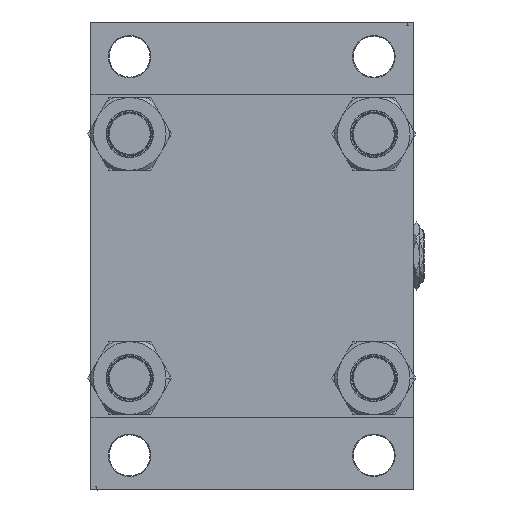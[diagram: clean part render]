
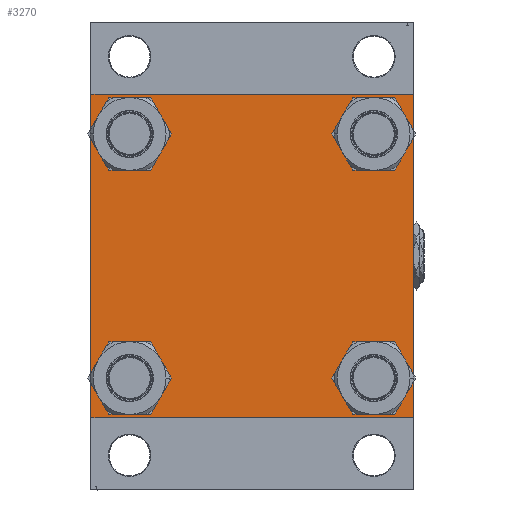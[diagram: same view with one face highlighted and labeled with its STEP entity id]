
A CAD part, left-side view. The second image highlights one B-rep face of the part: STEP entity #3270.
In plain terms, the highlighted planar face has unit normal (-1, 0, 0).
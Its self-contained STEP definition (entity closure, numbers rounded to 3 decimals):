
#386 = EDGE_CURVE ( 'NONE', #38745, #17682, #44994, .T. ) ;
#881 = VECTOR ( 'NONE', #44302, 1000. ) ;
#1326 = DIRECTION ( 'NONE',  ( 1., 0., 0. ) ) ;
#1330 = VERTEX_POINT ( 'NONE', #9593 ) ;
#1617 = AXIS2_PLACEMENT_3D ( 'NONE', #18236, #37408, #10593 ) ;
#1956 = CARTESIAN_POINT ( 'NONE',  ( 0., 102., -102.5 ) ) ;
#2167 = VECTOR ( 'NONE', #47363, 1000. ) ;
#2235 = DIRECTION ( 'NONE',  ( 0., 0., 1. ) ) ;
#2438 = EDGE_CURVE ( 'NONE', #39909, #47415, #31491, .T. ) ;
#3034 = AXIS2_PLACEMENT_3D ( 'NONE', #6624, #45939, #50003 ) ;
#3082 = DIRECTION ( 'NONE',  ( 1., 0., 0. ) ) ;
#3098 = CARTESIAN_POINT ( 'NONE',  ( 0., -77.45, 63.45 ) ) ;
#3243 = CIRCLE ( 'NONE', #1617, 14. ) ;
#3270 = ADVANCED_FACE ( 'NONE', ( #22376, #33361, #20939, #25705, #37943 ), #37694, .T. ) ;
#3502 = EDGE_CURVE ( 'NONE', #42387, #39109, #32558, .T. ) ;
#3800 = AXIS2_PLACEMENT_3D ( 'NONE', #37191, #29542, #2235 ) ;
#4042 = DIRECTION ( 'NONE',  ( 0., 0., 1. ) ) ;
#4330 = VECTOR ( 'NONE', #14607, 1000. ) ;
#4413 = DIRECTION ( 'NONE',  ( 0., 0., 1. ) ) ;
#4530 = LINE ( 'NONE', #43079, #11468 ) ;
#4679 = CARTESIAN_POINT ( 'NONE',  ( 0., -77.45, -77.45 ) ) ;
#5243 = CARTESIAN_POINT ( 'NONE',  ( 0., -102.25, -102.25 ) ) ;
#5778 = AXIS2_PLACEMENT_3D ( 'NONE', #27140, #35544, #4413 ) ;
#6427 = DIRECTION ( 'NONE',  ( 0., 0.707, -0.707 ) ) ;
#6624 = CARTESIAN_POINT ( 'NONE',  ( 0., -77.45, 77.45 ) ) ;
#6776 = CARTESIAN_POINT ( 'NONE',  ( 0., 77.45, 63.45 ) ) ;
#7039 = EDGE_CURVE ( 'NONE', #7655, #12220, #8784, .T. ) ;
#7475 = ORIENTED_EDGE ( 'NONE', *, *, #18081, .F. ) ;
#7655 = VERTEX_POINT ( 'NONE', #3098 ) ;
#7971 = AXIS2_PLACEMENT_3D ( 'NONE', #4679, #43228, #19482 ) ;
#8070 = ORIENTED_EDGE ( 'NONE', *, *, #40250, .T. ) ;
#8194 = CARTESIAN_POINT ( 'NONE',  ( 0., 102.5, 102.5 ) ) ;
#8784 = CIRCLE ( 'NONE', #37311, 14. ) ;
#8983 = EDGE_LOOP ( 'NONE', ( #45663, #37076, #8070, #32997, #23281, #19481, #7475, #22796 ) ) ;
#9375 = EDGE_CURVE ( 'NONE', #18319, #45099, #29995, .T. ) ;
#9476 = AXIS2_PLACEMENT_3D ( 'NONE', #10432, #41578, #4042 ) ;
#9580 = AXIS2_PLACEMENT_3D ( 'NONE', #28132, #1326, #39853 ) ;
#9593 = CARTESIAN_POINT ( 'NONE',  ( 0., -102.5, 102. ) ) ;
#9620 = CIRCLE ( 'NONE', #28367, 14. ) ;
#9813 = CARTESIAN_POINT ( 'NONE',  ( 0., -77.45, 91.45 ) ) ;
#10014 = CARTESIAN_POINT ( 'NONE',  ( 0., 102.25, 102.25 ) ) ;
#10196 = EDGE_CURVE ( 'NONE', #24825, #24123, #40963, .T. ) ;
#10230 = VERTEX_POINT ( 'NONE', #25407 ) ;
#10417 = VECTOR ( 'NONE', #29742, 1000. ) ;
#10432 = CARTESIAN_POINT ( 'NONE',  ( 0., 77.45, 77.45 ) ) ;
#10571 = CARTESIAN_POINT ( 'NONE',  ( 0., 77.45, -77.45 ) ) ;
#10593 = DIRECTION ( 'NONE',  ( 0., 0., 1. ) ) ;
#10885 = EDGE_CURVE ( 'NONE', #1330, #39109, #20924, .T. ) ;
#11468 = VECTOR ( 'NONE', #12941, 1000. ) ;
#12220 = VERTEX_POINT ( 'NONE', #9813 ) ;
#12563 = ORIENTED_EDGE ( 'NONE', *, *, #29641, .T. ) ;
#12667 = CARTESIAN_POINT ( 'NONE',  ( 0., -102.5, -102. ) ) ;
#12779 = DIRECTION ( 'NONE',  ( 0., -1., 0. ) ) ;
#12941 = DIRECTION ( 'NONE',  ( 0., 0., -1. ) ) ;
#14607 = DIRECTION ( 'NONE',  ( 0., -1., 0. ) ) ;
#14646 = DIRECTION ( 'NONE',  ( 1., 0., 0. ) ) ;
#15492 = EDGE_CURVE ( 'NONE', #1330, #10230, #28225, .T. ) ;
#16492 = CARTESIAN_POINT ( 'NONE',  ( 0., 77.45, 91.45 ) ) ;
#17682 = VERTEX_POINT ( 'NONE', #30308 ) ;
#18081 = EDGE_CURVE ( 'NONE', #38745, #10230, #39840, .T. ) ;
#18236 = CARTESIAN_POINT ( 'NONE',  ( 0., 77.45, 77.45 ) ) ;
#18317 = ORIENTED_EDGE ( 'NONE', *, *, #2438, .T. ) ;
#18319 = VERTEX_POINT ( 'NONE', #26282 ) ;
#19481 = ORIENTED_EDGE ( 'NONE', *, *, #15492, .T. ) ;
#19482 = DIRECTION ( 'NONE',  ( 0., 0., 1. ) ) ;
#19950 = EDGE_CURVE ( 'NONE', #12220, #7655, #25042, .T. ) ;
#20924 = LINE ( 'NONE', #48482, #28411 ) ;
#20939 = FACE_BOUND ( 'NONE', #30444, .T. ) ;
#21103 = EDGE_CURVE ( 'NONE', #45099, #18319, #46275, .T. ) ;
#21419 = DIRECTION ( 'NONE',  ( 0., 0., -1. ) ) ;
#22024 = VERTEX_POINT ( 'NONE', #43872 ) ;
#22376 = FACE_BOUND ( 'NONE', #40914, .T. ) ;
#22796 = ORIENTED_EDGE ( 'NONE', *, *, #386, .T. ) ;
#23281 = ORIENTED_EDGE ( 'NONE', *, *, #10885, .F. ) ;
#24065 = VECTOR ( 'NONE', #6427, 1000. ) ;
#24123 = VERTEX_POINT ( 'NONE', #1956 ) ;
#24469 = CARTESIAN_POINT ( 'NONE',  ( 0., 77.45, -91.45 ) ) ;
#24825 = VERTEX_POINT ( 'NONE', #28496 ) ;
#24958 = EDGE_CURVE ( 'NONE', #22024, #30220, #9620, .T. ) ;
#25042 = CIRCLE ( 'NONE', #3034, 14. ) ;
#25407 = CARTESIAN_POINT ( 'NONE',  ( 0., -102., 102.5 ) ) ;
#25705 = FACE_BOUND ( 'NONE', #31495, .T. ) ;
#26282 = CARTESIAN_POINT ( 'NONE',  ( 0., -77.45, -63.45 ) ) ;
#27140 = CARTESIAN_POINT ( 'NONE',  ( 0., 77.45, -77.45 ) ) ;
#28132 = CARTESIAN_POINT ( 'NONE',  ( 0., -77.45, -77.45 ) ) ;
#28225 = LINE ( 'NONE', #29221, #881 ) ;
#28367 = AXIS2_PLACEMENT_3D ( 'NONE', #10571, #14646, #33546 ) ;
#28411 = VECTOR ( 'NONE', #21419, 1000. ) ;
#28496 = CARTESIAN_POINT ( 'NONE',  ( 0., 102.5, -102. ) ) ;
#29221 = CARTESIAN_POINT ( 'NONE',  ( 0., -102.25, 102.25 ) ) ;
#29243 = CARTESIAN_POINT ( 'NONE',  ( 0., 102.25, -102.25 ) ) ;
#29542 = DIRECTION ( 'NONE',  ( -1., 0., 0. ) ) ;
#29641 = EDGE_CURVE ( 'NONE', #47415, #39909, #3243, .T. ) ;
#29742 = DIRECTION ( 'NONE',  ( 0., -0.707, -0.707 ) ) ;
#29995 = CIRCLE ( 'NONE', #7971, 14. ) ;
#30220 = VERTEX_POINT ( 'NONE', #24469 ) ;
#30308 = CARTESIAN_POINT ( 'NONE',  ( 0., 102.5, 102. ) ) ;
#30444 = EDGE_LOOP ( 'NONE', ( #41853, #49870 ) ) ;
#31156 = CARTESIAN_POINT ( 'NONE',  ( 0., -77.45, 77.45 ) ) ;
#31491 = CIRCLE ( 'NONE', #9476, 14. ) ;
#31495 = EDGE_LOOP ( 'NONE', ( #18317, #12563 ) ) ;
#31590 = EDGE_CURVE ( 'NONE', #17682, #24825, #4530, .T. ) ;
#32558 = LINE ( 'NONE', #5243, #2167 ) ;
#32997 = ORIENTED_EDGE ( 'NONE', *, *, #3502, .T. ) ;
#33361 = FACE_BOUND ( 'NONE', #45964, .T. ) ;
#33546 = DIRECTION ( 'NONE',  ( 0., 0., 1. ) ) ;
#35066 = EDGE_CURVE ( 'NONE', #30220, #22024, #49783, .T. ) ;
#35544 = DIRECTION ( 'NONE',  ( 1., 0., 0. ) ) ;
#37076 = ORIENTED_EDGE ( 'NONE', *, *, #10196, .T. ) ;
#37191 = CARTESIAN_POINT ( 'NONE',  ( 0., 0., 0. ) ) ;
#37215 = ORIENTED_EDGE ( 'NONE', *, *, #7039, .T. ) ;
#37311 = AXIS2_PLACEMENT_3D ( 'NONE', #31156, #3082, #46466 ) ;
#37408 = DIRECTION ( 'NONE',  ( 1., 0., 0. ) ) ;
#37469 = ORIENTED_EDGE ( 'NONE', *, *, #21103, .T. ) ;
#37694 = PLANE ( 'NONE',  #3800 ) ;
#37943 = FACE_OUTER_BOUND ( 'NONE', #8983, .T. ) ;
#38443 = VECTOR ( 'NONE', #12779, 1000. ) ;
#38745 = VERTEX_POINT ( 'NONE', #43643 ) ;
#39109 = VERTEX_POINT ( 'NONE', #12667 ) ;
#39840 = LINE ( 'NONE', #8194, #38443 ) ;
#39853 = DIRECTION ( 'NONE',  ( 0., 0., 1. ) ) ;
#39909 = VERTEX_POINT ( 'NONE', #16492 ) ;
#40250 = EDGE_CURVE ( 'NONE', #24123, #42387, #49328, .T. ) ;
#40914 = EDGE_LOOP ( 'NONE', ( #46509, #37215 ) ) ;
#40963 = LINE ( 'NONE', #29243, #10417 ) ;
#41578 = DIRECTION ( 'NONE',  ( 1., 0., 0. ) ) ;
#41677 = CARTESIAN_POINT ( 'NONE',  ( 0., 102.5, -102.5 ) ) ;
#41853 = ORIENTED_EDGE ( 'NONE', *, *, #24958, .T. ) ;
#42387 = VERTEX_POINT ( 'NONE', #49518 ) ;
#42640 = CARTESIAN_POINT ( 'NONE',  ( 0., -77.45, -91.45 ) ) ;
#43079 = CARTESIAN_POINT ( 'NONE',  ( 0., 102.5, 102.5 ) ) ;
#43228 = DIRECTION ( 'NONE',  ( 1., 0., 0. ) ) ;
#43337 = ORIENTED_EDGE ( 'NONE', *, *, #9375, .T. ) ;
#43643 = CARTESIAN_POINT ( 'NONE',  ( 0., 102., 102.5 ) ) ;
#43872 = CARTESIAN_POINT ( 'NONE',  ( 0., 77.45, -63.45 ) ) ;
#44302 = DIRECTION ( 'NONE',  ( 0., 0.707, 0.707 ) ) ;
#44994 = LINE ( 'NONE', #10014, #24065 ) ;
#45099 = VERTEX_POINT ( 'NONE', #42640 ) ;
#45663 = ORIENTED_EDGE ( 'NONE', *, *, #31590, .T. ) ;
#45939 = DIRECTION ( 'NONE',  ( 1., 0., 0. ) ) ;
#45964 = EDGE_LOOP ( 'NONE', ( #43337, #37469 ) ) ;
#46275 = CIRCLE ( 'NONE', #9580, 14. ) ;
#46466 = DIRECTION ( 'NONE',  ( 0., 0., 1. ) ) ;
#46509 = ORIENTED_EDGE ( 'NONE', *, *, #19950, .T. ) ;
#47363 = DIRECTION ( 'NONE',  ( 0., -0.707, 0.707 ) ) ;
#47415 = VERTEX_POINT ( 'NONE', #6776 ) ;
#48482 = CARTESIAN_POINT ( 'NONE',  ( 0., -102.5, 102.5 ) ) ;
#49328 = LINE ( 'NONE', #41677, #4330 ) ;
#49518 = CARTESIAN_POINT ( 'NONE',  ( 0., -102., -102.5 ) ) ;
#49783 = CIRCLE ( 'NONE', #5778, 14. ) ;
#49870 = ORIENTED_EDGE ( 'NONE', *, *, #35066, .T. ) ;
#50003 = DIRECTION ( 'NONE',  ( 0., 0., 1. ) ) ;
